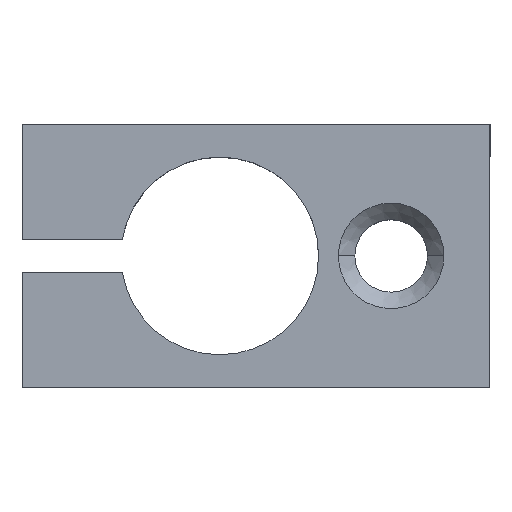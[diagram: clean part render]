
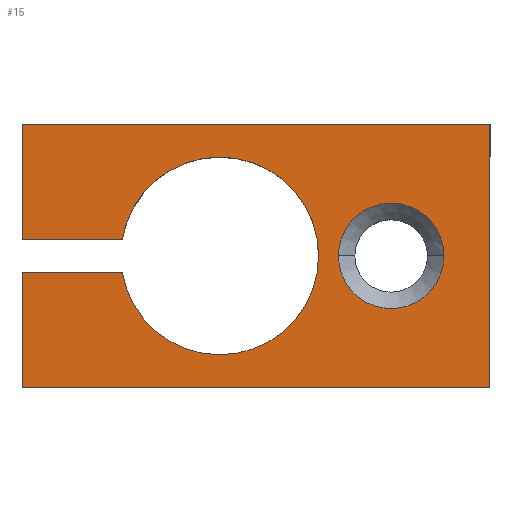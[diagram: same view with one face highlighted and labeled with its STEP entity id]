
A CAD part, top view. The second image highlights one B-rep face of the part: STEP entity #15.
In plain terms, the highlighted planar face has unit normal (0, 0, 1).
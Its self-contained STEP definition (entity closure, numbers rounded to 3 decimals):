
#8 = DIRECTION ( 'NONE',  ( -1., 0., 0. ) ) ;
#15 = ADVANCED_FACE ( 'NONE', ( #692, #472 ), #547, .F. ) ;
#27 = CARTESIAN_POINT ( 'NONE',  ( 26., 0., 10. ) ) ;
#29 = EDGE_CURVE ( 'NONE', #159, #108, #54, .T. ) ;
#32 = AXIS2_PLACEMENT_3D ( 'NONE', #153, #317, #380 ) ;
#36 = ORIENTED_EDGE ( 'NONE', *, *, #180, .T. ) ;
#41 = VERTEX_POINT ( 'NONE', #652 ) ;
#45 = AXIS2_PLACEMENT_3D ( 'NONE', #215, #442, #8 ) ;
#51 = ORIENTED_EDGE ( 'NONE', *, *, #448, .T. ) ;
#54 = LINE ( 'NONE', #327, #248 ) ;
#55 = EDGE_CURVE ( 'NONE', #346, #591, #535, .T. ) ;
#89 = ORIENTED_EDGE ( 'NONE', *, *, #561, .T. ) ;
#93 = ORIENTED_EDGE ( 'NONE', *, *, #339, .T. ) ;
#94 = VECTOR ( 'NONE', #489, 1000. ) ;
#108 = VERTEX_POINT ( 'NONE', #601 ) ;
#110 = EDGE_CURVE ( 'NONE', #684, #159, #679, .T. ) ;
#116 = LINE ( 'NONE', #198, #606 ) ;
#133 = LINE ( 'NONE', #524, #502 ) ;
#134 = DIRECTION ( 'NONE',  ( 0., 0., -1. ) ) ;
#139 = CIRCLE ( 'NONE', #32, 8. ) ;
#153 = CARTESIAN_POINT ( 'NONE',  ( 26., 0., 10. ) ) ;
#154 = VECTOR ( 'NONE', #366, 1000. ) ;
#159 = VERTEX_POINT ( 'NONE', #555 ) ;
#174 = ORIENTED_EDGE ( 'NONE', *, *, #110, .T. ) ;
#178 = DIRECTION ( 'NONE',  ( 0., 0., -1. ) ) ;
#180 = EDGE_CURVE ( 'NONE', #522, #41, #647, .T. ) ;
#181 = LINE ( 'NONE', #569, #517 ) ;
#186 = DIRECTION ( 'NONE',  ( -1., 0., 0. ) ) ;
#198 = CARTESIAN_POINT ( 'NONE',  ( 41., -20., 10. ) ) ;
#202 = CIRCLE ( 'NONE', #602, 15. ) ;
#206 = DIRECTION ( 'NONE',  ( 0., -1., 0. ) ) ;
#215 = CARTESIAN_POINT ( 'NONE',  ( 0., 0., 10. ) ) ;
#231 = VERTEX_POINT ( 'NONE', #347 ) ;
#248 = VECTOR ( 'NONE', #206, 1000. ) ;
#273 = ORIENTED_EDGE ( 'NONE', *, *, #29, .T. ) ;
#307 = CARTESIAN_POINT ( 'NONE',  ( -30., -20., 10. ) ) ;
#317 = DIRECTION ( 'NONE',  ( 0., 0., -1. ) ) ;
#327 = CARTESIAN_POINT ( 'NONE',  ( -30., -2.5, 10. ) ) ;
#328 = EDGE_LOOP ( 'NONE', ( #89, #36 ) ) ;
#336 = CARTESIAN_POINT ( 'NONE',  ( -30., 2.5, 10. ) ) ;
#339 = EDGE_CURVE ( 'NONE', #591, #684, #202, .T. ) ;
#346 = VERTEX_POINT ( 'NONE', #568 ) ;
#347 = CARTESIAN_POINT ( 'NONE',  ( 41., -20., 10. ) ) ;
#364 = CARTESIAN_POINT ( 'NONE',  ( 0., 0., 10. ) ) ;
#366 = DIRECTION ( 'NONE',  ( 1., 0., 0. ) ) ;
#367 = EDGE_CURVE ( 'NONE', #408, #421, #181, .T. ) ;
#380 = DIRECTION ( 'NONE',  ( -1., 0., 0. ) ) ;
#408 = VERTEX_POINT ( 'NONE', #687 ) ;
#412 = VECTOR ( 'NONE', #544, 1000. ) ;
#415 = EDGE_CURVE ( 'NONE', #231, #408, #116, .T. ) ;
#421 = VERTEX_POINT ( 'NONE', #634 ) ;
#439 = CARTESIAN_POINT ( 'NONE',  ( -30., -2.5, 10. ) ) ;
#442 = DIRECTION ( 'NONE',  ( 0., 0., -1. ) ) ;
#448 = EDGE_CURVE ( 'NONE', #421, #346, #133, .T. ) ;
#453 = ORIENTED_EDGE ( 'NONE', *, *, #475, .T. ) ;
#463 = DIRECTION ( 'NONE',  ( -1., 0., 0. ) ) ;
#472 = FACE_OUTER_BOUND ( 'NONE', #627, .T. ) ;
#475 = EDGE_CURVE ( 'NONE', #108, #231, #484, .T. ) ;
#477 = DIRECTION ( 'NONE',  ( 0., -1., 0. ) ) ;
#484 = LINE ( 'NONE', #307, #154 ) ;
#486 = ORIENTED_EDGE ( 'NONE', *, *, #55, .T. ) ;
#489 = DIRECTION ( 'NONE',  ( -1., 0., 0. ) ) ;
#492 = CARTESIAN_POINT ( 'NONE',  ( -14.79, -2.5, 10. ) ) ;
#502 = VECTOR ( 'NONE', #477, 1000. ) ;
#517 = VECTOR ( 'NONE', #463, 1000. ) ;
#522 = VERTEX_POINT ( 'NONE', #529 ) ;
#524 = CARTESIAN_POINT ( 'NONE',  ( -30., 20., 10. ) ) ;
#529 = CARTESIAN_POINT ( 'NONE',  ( 18., 0., 10. ) ) ;
#535 = LINE ( 'NONE', #336, #412 ) ;
#541 = ORIENTED_EDGE ( 'NONE', *, *, #415, .T. ) ;
#544 = DIRECTION ( 'NONE',  ( 1., 0., 0. ) ) ;
#547 = PLANE ( 'NONE',  #45 ) ;
#555 = CARTESIAN_POINT ( 'NONE',  ( -30., -2.5, 10. ) ) ;
#561 = EDGE_CURVE ( 'NONE', #41, #522, #139, .T. ) ;
#568 = CARTESIAN_POINT ( 'NONE',  ( -30., 2.5, 10. ) ) ;
#569 = CARTESIAN_POINT ( 'NONE',  ( 41., 20., 10. ) ) ;
#591 = VERTEX_POINT ( 'NONE', #644 ) ;
#593 = ORIENTED_EDGE ( 'NONE', *, *, #367, .T. ) ;
#601 = CARTESIAN_POINT ( 'NONE',  ( -30., -20., 10. ) ) ;
#602 = AXIS2_PLACEMENT_3D ( 'NONE', #364, #134, #186 ) ;
#606 = VECTOR ( 'NONE', #629, 1000. ) ;
#627 = EDGE_LOOP ( 'NONE', ( #273, #453, #541, #593, #51, #486, #93, #174 ) ) ;
#629 = DIRECTION ( 'NONE',  ( 0., 1., 0. ) ) ;
#634 = CARTESIAN_POINT ( 'NONE',  ( -30., 20., 10. ) ) ;
#644 = CARTESIAN_POINT ( 'NONE',  ( -14.79, 2.5, 10. ) ) ;
#647 = CIRCLE ( 'NONE', #665, 8. ) ;
#652 = CARTESIAN_POINT ( 'NONE',  ( 34., 0., 10. ) ) ;
#665 = AXIS2_PLACEMENT_3D ( 'NONE', #27, #178, #666 ) ;
#666 = DIRECTION ( 'NONE',  ( -1., 0., 0. ) ) ;
#679 = LINE ( 'NONE', #439, #94 ) ;
#684 = VERTEX_POINT ( 'NONE', #492 ) ;
#687 = CARTESIAN_POINT ( 'NONE',  ( 41., 20., 10. ) ) ;
#692 = FACE_BOUND ( 'NONE', #328, .T. ) ;
